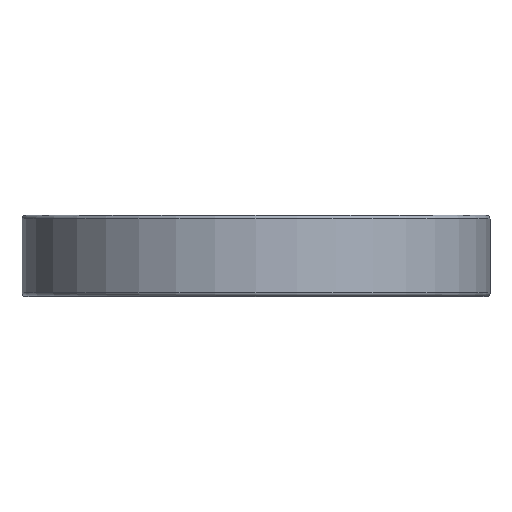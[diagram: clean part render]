
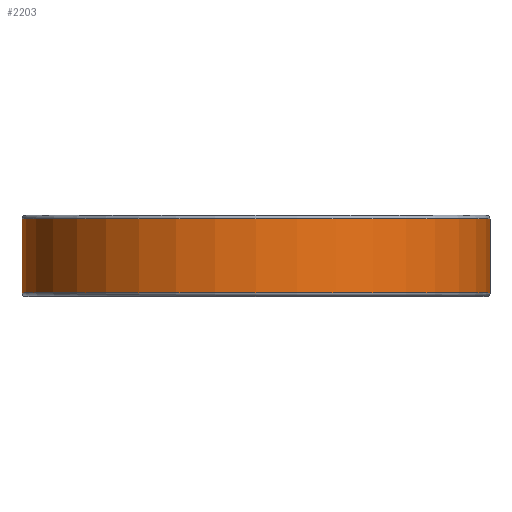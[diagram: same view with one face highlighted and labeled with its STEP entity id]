
A CAD part, top view. The second image highlights one B-rep face of the part: STEP entity #2203.
In plain terms, the highlighted cylindrical face has radius 50.432 mm (diameter 100.863 mm), a partial arc.
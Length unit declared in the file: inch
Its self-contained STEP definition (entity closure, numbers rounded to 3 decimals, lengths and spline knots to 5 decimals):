
#47 = VECTOR ( 'NONE', #661, 39.37008 ) ;
#51 = LINE ( 'NONE', #263, #47 ) ;
#140 = ORIENTED_EDGE ( 'NONE', *, *, #2336, .F. ) ;
#141 = AXIS2_PLACEMENT_3D ( 'NONE', #1616, #457, #1805 ) ;
#173 = EDGE_CURVE ( 'NONE', #435, #349, #51, .T. ) ;
#182 = VERTEX_POINT ( 'NONE', #1146 ) ;
#263 = CARTESIAN_POINT ( 'NONE',  ( 1.9855, 0.31375, 0. ) ) ;
#275 = CARTESIAN_POINT ( 'NONE',  ( 0., 0.3125, 0. ) ) ;
#329 = CARTESIAN_POINT ( 'NONE',  ( 0., 0.31375, -1.9855 ) ) ;
#349 = VERTEX_POINT ( 'NONE', #1240 ) ;
#435 = VERTEX_POINT ( 'NONE', #1474 ) ;
#457 = DIRECTION ( 'NONE',  ( 0., -1., 0. ) ) ;
#661 = DIRECTION ( 'NONE',  ( 0., 1., 0. ) ) ;
#701 = DIRECTION ( 'NONE',  ( 0., -1., 0. ) ) ;
#866 = FACE_OUTER_BOUND ( 'NONE', #1438, .T. ) ;
#927 = DIRECTION ( 'NONE',  ( 0., 1., 0. ) ) ;
#1038 = EDGE_CURVE ( 'NONE', #435, #182, #2096, .T. ) ;
#1092 = VECTOR ( 'NONE', #927, 39.37008 ) ;
#1121 = LINE ( 'NONE', #329, #1092 ) ;
#1146 = CARTESIAN_POINT ( 'NONE',  ( 0., -0.31375, -1.9855 ) ) ;
#1210 = AXIS2_PLACEMENT_3D ( 'NONE', #1859, #701, #2039 ) ;
#1232 = ORIENTED_EDGE ( 'NONE', *, *, #173, .T. ) ;
#1240 = CARTESIAN_POINT ( 'NONE',  ( 1.9855, 0.31375, 0. ) ) ;
#1332 = CYLINDRICAL_SURFACE ( 'NONE', #1677, 1.9855 ) ;
#1354 = CIRCLE ( 'NONE', #1210, 1.9855 ) ;
#1373 = EDGE_CURVE ( 'NONE', #349, #1454, #1354, .T. ) ;
#1381 = ORIENTED_EDGE ( 'NONE', *, *, #1373, .T. ) ;
#1438 = EDGE_LOOP ( 'NONE', ( #1232, #1381, #140, #2292 ) ) ;
#1454 = VERTEX_POINT ( 'NONE', #2378 ) ;
#1470 = DIRECTION ( 'NONE',  ( 0., 0., -1. ) ) ;
#1474 = CARTESIAN_POINT ( 'NONE',  ( 1.9855, -0.31375, 0. ) ) ;
#1616 = CARTESIAN_POINT ( 'NONE',  ( 0., -0.31375, 0. ) ) ;
#1677 = AXIS2_PLACEMENT_3D ( 'NONE', #275, #1838, #1470 ) ;
#1805 = DIRECTION ( 'NONE',  ( 0., 0., -1. ) ) ;
#1838 = DIRECTION ( 'NONE',  ( 0., -1., 0. ) ) ;
#1859 = CARTESIAN_POINT ( 'NONE',  ( 0., 0.31375, 0. ) ) ;
#2039 = DIRECTION ( 'NONE',  ( 0., 0., -1. ) ) ;
#2096 = CIRCLE ( 'NONE', #141, 1.9855 ) ;
#2203 = ADVANCED_FACE ( 'NONE', ( #866 ), #1332, .T. ) ;
#2292 = ORIENTED_EDGE ( 'NONE', *, *, #1038, .F. ) ;
#2336 = EDGE_CURVE ( 'NONE', #182, #1454, #1121, .T. ) ;
#2378 = CARTESIAN_POINT ( 'NONE',  ( 0., 0.31375, -1.9855 ) ) ;
